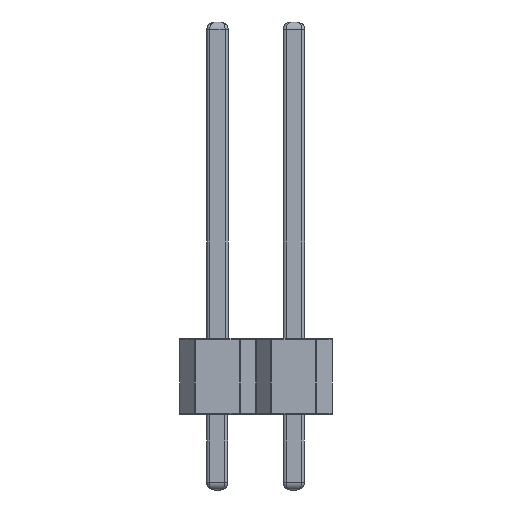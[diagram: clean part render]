
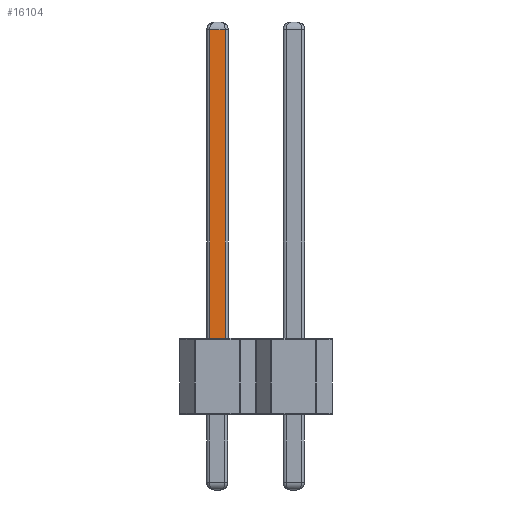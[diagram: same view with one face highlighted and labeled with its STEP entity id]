
A CAD part, left-side view. The second image highlights one B-rep face of the part: STEP entity #16104.
In plain terms, the highlighted planar face has unit normal (-1, 0, 0).
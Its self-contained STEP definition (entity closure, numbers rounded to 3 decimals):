
#422=PLANE('',#17400);
#1272=LINE('',#25278,#2504);
#1292=LINE('',#25426,#2524);
#1296=LINE('',#25460,#2528);
#1299=LINE('',#25489,#2531);
#2504=VECTOR('',#19709,10.);
#2524=VECTOR('',#19789,10.);
#2528=VECTOR('',#19805,10.);
#2531=VECTOR('',#19816,10.);
#4316=FACE_OUTER_BOUND('',#5494,.T.);
#5494=EDGE_LOOP('',(#11397,#11398,#11399,#11400));
#7577=VERTEX_POINT('',#25275);
#7578=VERTEX_POINT('',#25277);
#7596=VERTEX_POINT('',#25424);
#7600=VERTEX_POINT('',#25459);
#8857=EDGE_CURVE('',#7577,#7578,#1272,.T.);
#8893=EDGE_CURVE('',#7596,#7577,#1292,.T.);
#8900=EDGE_CURVE('',#7578,#7600,#1296,.T.);
#8906=EDGE_CURVE('',#7600,#7596,#1299,.T.);
#11397=ORIENTED_EDGE('',*,*,#8893,.F.);
#11398=ORIENTED_EDGE('',*,*,#8906,.F.);
#11399=ORIENTED_EDGE('',*,*,#8900,.F.);
#11400=ORIENTED_EDGE('',*,*,#8857,.F.);
#16104=ADVANCED_FACE('',(#4316),#422,.T.);
#17400=AXIS2_PLACEMENT_3D('',#25490,#19817,#19818);
#19709=DIRECTION('',(0.,1.,0.));
#19789=DIRECTION('',(0.,0.,-1.));
#19805=DIRECTION('',(0.,0.,1.));
#19816=DIRECTION('',(0.,-1.,0.));
#19817=DIRECTION('center_axis',(-1.,0.,0.));
#19818=DIRECTION('ref_axis',(0.,-1.,0.));
#25275=CARTESIAN_POINT('',(-1.602,1.026,2.54));
#25277=CARTESIAN_POINT('',(-1.602,1.533,2.54));
#25278=CARTESIAN_POINT('',(-1.602,1.451,2.54));
#25424=CARTESIAN_POINT('',(-1.602,1.026,12.79));
#25426=CARTESIAN_POINT('',(-1.602,1.026,2.54));
#25459=CARTESIAN_POINT('',(-1.602,1.533,12.79));
#25460=CARTESIAN_POINT('',(-1.602,1.533,2.54));
#25489=CARTESIAN_POINT('',(-1.602,1.456,12.79));
#25490=CARTESIAN_POINT('Origin',(-1.602,1.633,2.54));
